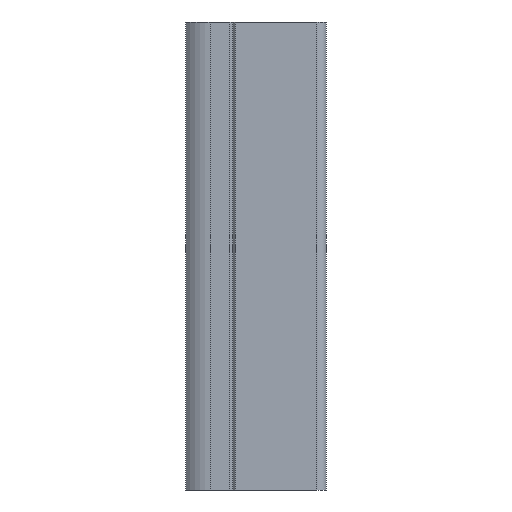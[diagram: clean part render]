
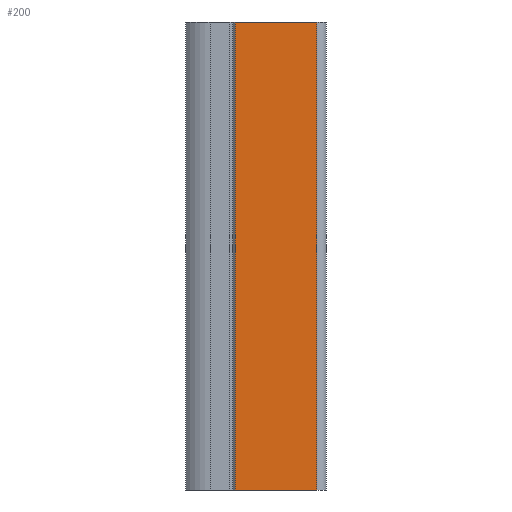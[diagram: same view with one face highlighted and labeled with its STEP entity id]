
A CAD part, left-side view. The second image highlights one B-rep face of the part: STEP entity #200.
In plain terms, the highlighted planar face has unit normal (-1, 0, 0).
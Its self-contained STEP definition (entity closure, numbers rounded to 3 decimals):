
#144=CARTESIAN_POINT('',(-10.0,19.434,0.0));
#145=VERTEX_POINT('',#144);
#152=CARTESIAN_POINT('',(-10.0,19.434,100.0));
#153=VERTEX_POINT('',#152);
#154=CARTESIAN_POINT('',(-10.0,19.434,0.0));
#155=DIRECTION('',(0.0,0.0,1.0));
#156=VECTOR('',#155,100.0);
#157=LINE('',#154,#156);
#158=EDGE_CURVE('',#145,#153,#157,.T.);
#170=CARTESIAN_POINT('',(-10.0,19.434,0.0));
#171=DIRECTION('',(-1.0,0.0,0.0));
#172=DIRECTION('',(0.0,-1.0,0.0));
#173=AXIS2_PLACEMENT_3D('',#170,#171,#172);
#174=PLANE('',#173);
#175=CARTESIAN_POINT('',(-10.0,2.0,0.0));
#176=VERTEX_POINT('',#175);
#177=CARTESIAN_POINT('',(-10.0,19.434,0.0));
#178=DIRECTION('',(0.0,-1.0,0.0));
#179=VECTOR('',#178,17.434);
#180=LINE('',#177,#179);
#181=EDGE_CURVE('',#145,#176,#180,.T.);
#182=ORIENTED_EDGE('',*,*,#181,.T.);
#183=CARTESIAN_POINT('',(-10.0,2.0,100.0));
#184=VERTEX_POINT('',#183);
#185=CARTESIAN_POINT('',(-10.0,2.0,0.0));
#186=DIRECTION('',(0.0,0.0,1.0));
#187=VECTOR('',#186,100.0);
#188=LINE('',#185,#187);
#189=EDGE_CURVE('',#176,#184,#188,.T.);
#190=ORIENTED_EDGE('',*,*,#189,.T.);
#191=CARTESIAN_POINT('',(-10.0,19.434,100.0));
#192=DIRECTION('',(0.0,-1.0,0.0));
#193=VECTOR('',#192,17.434);
#194=LINE('',#191,#193);
#195=EDGE_CURVE('',#153,#184,#194,.T.);
#196=ORIENTED_EDGE('',*,*,#195,.F.);
#197=ORIENTED_EDGE('',*,*,#158,.F.);
#198=EDGE_LOOP('',(#182,#190,#196,#197));
#199=FACE_OUTER_BOUND('',#198,.T.);
#200=ADVANCED_FACE('',(#199),#174,.T.);
